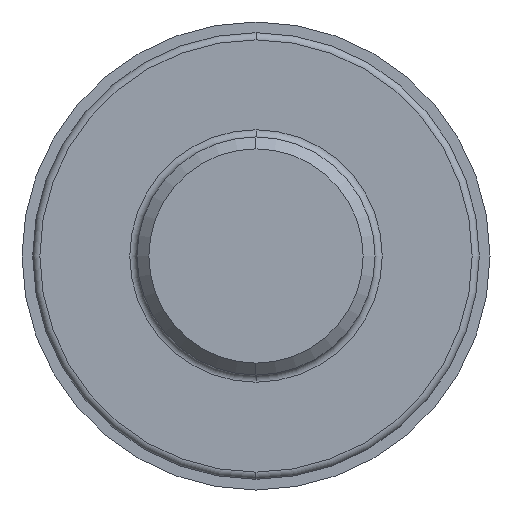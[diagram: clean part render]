
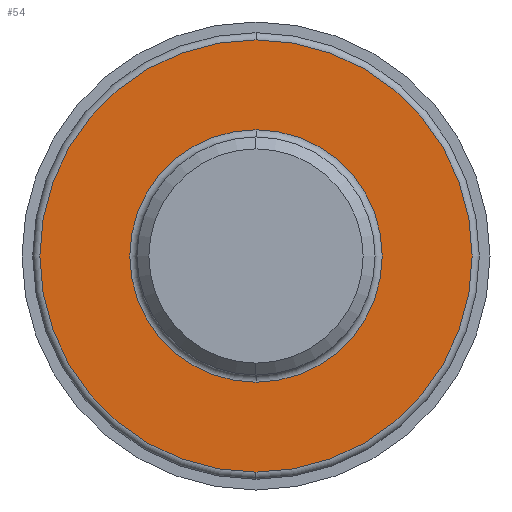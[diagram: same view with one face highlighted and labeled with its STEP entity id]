
A CAD part, left-side view. The second image highlights one B-rep face of the part: STEP entity #54.
In plain terms, the highlighted planar face has unit normal (-1, 0, 0).
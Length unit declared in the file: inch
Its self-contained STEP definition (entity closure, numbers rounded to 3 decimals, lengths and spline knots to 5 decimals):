
#12 = CARTESIAN_POINT ( 'NONE',  ( 2.13, 0., 0. ) ) ;
#54 = ADVANCED_FACE ( 'NONE', ( #509, #154 ), #84, .F. ) ;
#84 = PLANE ( 'NONE',  #857 ) ;
#85 = AXIS2_PLACEMENT_3D ( 'NONE', #12, #504, #435 ) ;
#86 = VERTEX_POINT ( 'NONE', #326 ) ;
#90 = DIRECTION ( 'NONE',  ( 0., 0., 1. ) ) ;
#109 = CIRCLE ( 'NONE', #489, 0.9075 ) ;
#116 = EDGE_CURVE ( 'NONE', #295, #241, #733, .T. ) ;
#133 = CARTESIAN_POINT ( 'NONE',  ( 2.13, 0.9075, 0. ) ) ;
#138 = AXIS2_PLACEMENT_3D ( 'NONE', #220, #519, #90 ) ;
#154 = FACE_OUTER_BOUND ( 'NONE', #580, .T. ) ;
#166 = CIRCLE ( 'NONE', #138, 0.9075 ) ;
#172 = ORIENTED_EDGE ( 'NONE', *, *, #177, .T. ) ;
#174 = CARTESIAN_POINT ( 'NONE',  ( 2.13, 0., 0.52985 ) ) ;
#177 = EDGE_CURVE ( 'NONE', #400, #86, #109, .T. ) ;
#220 = CARTESIAN_POINT ( 'NONE',  ( 2.13, 0., 0. ) ) ;
#241 = VERTEX_POINT ( 'NONE', #174 ) ;
#286 = DIRECTION ( 'NONE',  ( -1., 0., 0. ) ) ;
#292 = ORIENTED_EDGE ( 'NONE', *, *, #593, .T. ) ;
#295 = VERTEX_POINT ( 'NONE', #436 ) ;
#326 = CARTESIAN_POINT ( 'NONE',  ( 2.13, 0., -0.9075 ) ) ;
#390 = DIRECTION ( 'NONE',  ( 0., 0., 1. ) ) ;
#400 = VERTEX_POINT ( 'NONE', #793 ) ;
#435 = DIRECTION ( 'NONE',  ( 0., 0., 1. ) ) ;
#436 = CARTESIAN_POINT ( 'NONE',  ( 2.13, 0., -0.52985 ) ) ;
#457 = DIRECTION ( 'NONE',  ( 1., 0., 0. ) ) ;
#468 = DIRECTION ( 'NONE',  ( 0., 0., -1. ) ) ;
#489 = AXIS2_PLACEMENT_3D ( 'NONE', #781, #286, #849 ) ;
#500 = ORIENTED_EDGE ( 'NONE', *, *, #116, .F. ) ;
#504 = DIRECTION ( 'NONE',  ( -1., 0., 0. ) ) ;
#509 = FACE_BOUND ( 'NONE', #869, .T. ) ;
#519 = DIRECTION ( 'NONE',  ( -1., 0., 0. ) ) ;
#541 = DIRECTION ( 'NONE',  ( -1., 0., 0. ) ) ;
#560 = CARTESIAN_POINT ( 'NONE',  ( 2.13, 0., 0. ) ) ;
#580 = EDGE_LOOP ( 'NONE', ( #172, #292 ) ) ;
#583 = AXIS2_PLACEMENT_3D ( 'NONE', #560, #541, #390 ) ;
#593 = EDGE_CURVE ( 'NONE', #86, #400, #166, .T. ) ;
#627 = CIRCLE ( 'NONE', #583, 0.52985 ) ;
#699 = ORIENTED_EDGE ( 'NONE', *, *, #814, .F. ) ;
#733 = CIRCLE ( 'NONE', #85, 0.52985 ) ;
#781 = CARTESIAN_POINT ( 'NONE',  ( 2.13, 0., 0. ) ) ;
#793 = CARTESIAN_POINT ( 'NONE',  ( 2.13, 0., 0.9075 ) ) ;
#814 = EDGE_CURVE ( 'NONE', #241, #295, #627, .T. ) ;
#849 = DIRECTION ( 'NONE',  ( 0., 0., 1. ) ) ;
#857 = AXIS2_PLACEMENT_3D ( 'NONE', #133, #457, #468 ) ;
#869 = EDGE_LOOP ( 'NONE', ( #699, #500 ) ) ;
